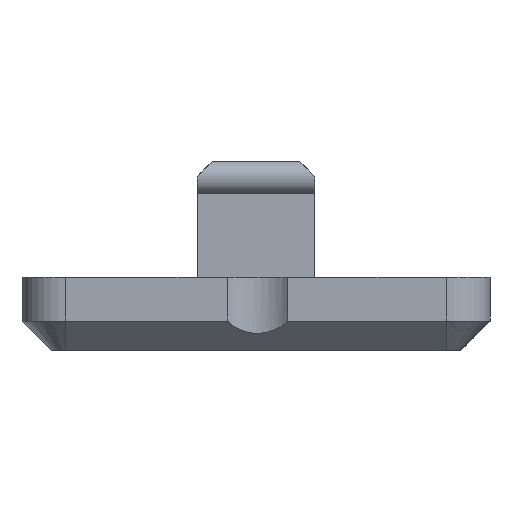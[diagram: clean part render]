
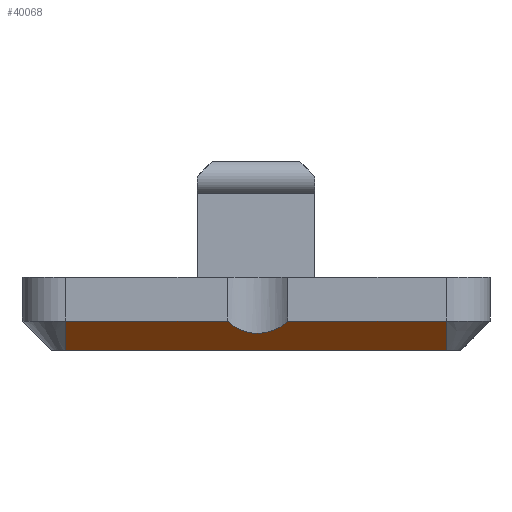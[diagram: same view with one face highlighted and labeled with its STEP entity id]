
A CAD part, front view. The second image highlights one B-rep face of the part: STEP entity #40068.
In plain terms, the highlighted planar face has unit normal (0, -0.707, -0.707).
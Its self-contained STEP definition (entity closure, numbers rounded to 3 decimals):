
#30382 = PLANE('',#30383);
#30383 = AXIS2_PLACEMENT_3D('',#30384,#30385,#30386);
#30384 = CARTESIAN_POINT('',(172.,77.5,0.));
#30385 = DIRECTION('',(-0.,-0.,-1.));
#30386 = DIRECTION('',(-1.,0.,0.));
#30652 = CONICAL_SURFACE('',#30653,3.,0.785);
#30653 = AXIS2_PLACEMENT_3D('',#30654,#30655,#30656);
#30654 = CARTESIAN_POINT('',(185.,13.5,2.));
#30655 = DIRECTION('',(0.,0.,1.));
#30656 = DIRECTION('',(1.,0.,0.));
#34806 = CONICAL_SURFACE('',#34807,3.,0.785);
#34807 = AXIS2_PLACEMENT_3D('',#34808,#34809,#34810);
#34808 = CARTESIAN_POINT('',(159.,13.5,2.));
#34809 = DIRECTION('',(0.,0.,1.));
#34810 = DIRECTION('',(0.,-1.,0.));
#38639 = VERTEX_POINT('',#38640);
#38640 = CARTESIAN_POINT('',(185.,12.5,0.));
#38662 = EDGE_CURVE('',#38639,#38663,#38665,.T.);
#38663 = VERTEX_POINT('',#38664);
#38664 = CARTESIAN_POINT('',(159.,12.5,0.));
#38665 = SURFACE_CURVE('',#38666,(#38670,#38677),.PCURVE_S1.);
#38666 = LINE('',#38667,#38668);
#38667 = CARTESIAN_POINT('',(185.,12.5,0.));
#38668 = VECTOR('',#38669,1.);
#38669 = DIRECTION('',(-1.,0.,0.));
#38670 = PCURVE('',#30382,#38671);
#38671 = DEFINITIONAL_REPRESENTATION('',(#38672),#38676);
#38672 = LINE('',#38673,#38674);
#38673 = CARTESIAN_POINT('',(-13.,-65.));
#38674 = VECTOR('',#38675,1.);
#38675 = DIRECTION('',(1.,0.));
#38676 = ( GEOMETRIC_REPRESENTATION_CONTEXT(2) 
PARAMETRIC_REPRESENTATION_CONTEXT() REPRESENTATION_CONTEXT('2D SPACE',''
  ) );
#38677 = PCURVE('',#38678,#38683);
#38678 = PLANE('',#38679);
#38679 = AXIS2_PLACEMENT_3D('',#38680,#38681,#38682);
#38680 = CARTESIAN_POINT('',(185.,11.5,1.));
#38681 = DIRECTION('',(0.,-0.707,-0.707));
#38682 = DIRECTION('',(-1.,0.,0.));
#38683 = DEFINITIONAL_REPRESENTATION('',(#38684),#38688);
#38684 = LINE('',#38685,#38686);
#38685 = CARTESIAN_POINT('',(0.,1.414));
#38686 = VECTOR('',#38687,1.);
#38687 = DIRECTION('',(1.,0.));
#38688 = ( GEOMETRIC_REPRESENTATION_CONTEXT(2) 
PARAMETRIC_REPRESENTATION_CONTEXT() REPRESENTATION_CONTEXT('2D SPACE',''
  ) );
#38750 = VERTEX_POINT('',#38751);
#38751 = CARTESIAN_POINT('',(185.,10.5,2.));
#38778 = EDGE_CURVE('',#38750,#38639,#38779,.T.);
#38779 = SURFACE_CURVE('',#38780,(#38784,#38791),.PCURVE_S1.);
#38780 = LINE('',#38781,#38782);
#38781 = CARTESIAN_POINT('',(185.,10.5,2.));
#38782 = VECTOR('',#38783,1.);
#38783 = DIRECTION('',(0.,0.707,
    -0.707));
#38784 = PCURVE('',#30652,#38785);
#38785 = DEFINITIONAL_REPRESENTATION('',(#38786),#38790);
#38786 = LINE('',#38787,#38788);
#38787 = CARTESIAN_POINT('',(-1.571,-0.));
#38788 = VECTOR('',#38789,1.);
#38789 = DIRECTION('',(-0.,-1.));
#38790 = ( GEOMETRIC_REPRESENTATION_CONTEXT(2) 
PARAMETRIC_REPRESENTATION_CONTEXT() REPRESENTATION_CONTEXT('2D SPACE',''
  ) );
#38791 = PCURVE('',#38678,#38792);
#38792 = DEFINITIONAL_REPRESENTATION('',(#38793),#38797);
#38793 = LINE('',#38794,#38795);
#38794 = CARTESIAN_POINT('',(0.,-1.414));
#38795 = VECTOR('',#38796,1.);
#38796 = DIRECTION('',(0.,1.));
#38797 = ( GEOMETRIC_REPRESENTATION_CONTEXT(2) 
PARAMETRIC_REPRESENTATION_CONTEXT() REPRESENTATION_CONTEXT('2D SPACE',''
  ) );
#39093 = EDGE_CURVE('',#39094,#38663,#39096,.T.);
#39094 = VERTEX_POINT('',#39095);
#39095 = CARTESIAN_POINT('',(159.,10.5,2.));
#39096 = SURFACE_CURVE('',#39097,(#39101,#39108),.PCURVE_S1.);
#39097 = LINE('',#39098,#39099);
#39098 = CARTESIAN_POINT('',(159.,11.5,1.));
#39099 = VECTOR('',#39100,1.);
#39100 = DIRECTION('',(0.,0.707,-0.707));
#39101 = PCURVE('',#34806,#39102);
#39102 = DEFINITIONAL_REPRESENTATION('',(#39103),#39107);
#39103 = LINE('',#39104,#39105);
#39104 = CARTESIAN_POINT('',(-0.,-1.));
#39105 = VECTOR('',#39106,1.);
#39106 = DIRECTION('',(-0.,-1.));
#39107 = ( GEOMETRIC_REPRESENTATION_CONTEXT(2) 
PARAMETRIC_REPRESENTATION_CONTEXT() REPRESENTATION_CONTEXT('2D SPACE',''
  ) );
#39108 = PCURVE('',#38678,#39109);
#39109 = DEFINITIONAL_REPRESENTATION('',(#39110),#39114);
#39110 = LINE('',#39111,#39112);
#39111 = CARTESIAN_POINT('',(26.,0.));
#39112 = VECTOR('',#39113,1.);
#39113 = DIRECTION('',(0.,1.));
#39114 = ( GEOMETRIC_REPRESENTATION_CONTEXT(2) 
PARAMETRIC_REPRESENTATION_CONTEXT() REPRESENTATION_CONTEXT('2D SPACE',''
  ) );
#39870 = PLANE('',#39871);
#39871 = AXIS2_PLACEMENT_3D('',#39872,#39873,#39874);
#39872 = CARTESIAN_POINT('',(185.,10.5,0.));
#39873 = DIRECTION('',(0.,-1.,0.));
#39874 = DIRECTION('',(-1.,0.,0.));
#39903 = CYLINDRICAL_SURFACE('',#39904,3.);
#39904 = AXIS2_PLACEMENT_3D('',#39905,#39906,#39907);
#39905 = CARTESIAN_POINT('',(172.099,8.336,0.));
#39906 = DIRECTION('',(-0.,-0.,-1.));
#39907 = DIRECTION('',(1.,0.,0.));
#39931 = PLANE('',#39932);
#39932 = AXIS2_PLACEMENT_3D('',#39933,#39934,#39935);
#39933 = CARTESIAN_POINT('',(185.,10.5,0.));
#39934 = DIRECTION('',(0.,-1.,0.));
#39935 = DIRECTION('',(-1.,0.,0.));
#40068 = ADVANCED_FACE('',(#40069),#38678,.T.);
#40069 = FACE_BOUND('',#40070,.T.);
#40070 = EDGE_LOOP('',(#40071,#40072,#40095,#40125,#40146,#40147));
#40071 = ORIENTED_EDGE('',*,*,#38778,.F.);
#40072 = ORIENTED_EDGE('',*,*,#40073,.T.);
#40073 = EDGE_CURVE('',#38750,#40074,#40076,.T.);
#40074 = VERTEX_POINT('',#40075);
#40075 = CARTESIAN_POINT('',(174.177,10.5,2.));
#40076 = SURFACE_CURVE('',#40077,(#40081,#40088),.PCURVE_S1.);
#40077 = LINE('',#40078,#40079);
#40078 = CARTESIAN_POINT('',(185.,10.5,2.));
#40079 = VECTOR('',#40080,1.);
#40080 = DIRECTION('',(-1.,0.,0.));
#40081 = PCURVE('',#38678,#40082);
#40082 = DEFINITIONAL_REPRESENTATION('',(#40083),#40087);
#40083 = LINE('',#40084,#40085);
#40084 = CARTESIAN_POINT('',(0.,-1.414));
#40085 = VECTOR('',#40086,1.);
#40086 = DIRECTION('',(1.,0.));
#40087 = ( GEOMETRIC_REPRESENTATION_CONTEXT(2) 
PARAMETRIC_REPRESENTATION_CONTEXT() REPRESENTATION_CONTEXT('2D SPACE',''
  ) );
#40088 = PCURVE('',#39870,#40089);
#40089 = DEFINITIONAL_REPRESENTATION('',(#40090),#40094);
#40090 = LINE('',#40091,#40092);
#40091 = CARTESIAN_POINT('',(0.,-2.));
#40092 = VECTOR('',#40093,1.);
#40093 = DIRECTION('',(1.,0.));
#40094 = ( GEOMETRIC_REPRESENTATION_CONTEXT(2) 
PARAMETRIC_REPRESENTATION_CONTEXT() REPRESENTATION_CONTEXT('2D SPACE',''
  ) );
#40095 = ORIENTED_EDGE('',*,*,#40096,.F.);
#40096 = EDGE_CURVE('',#40097,#40074,#40099,.T.);
#40097 = VERTEX_POINT('',#40098);
#40098 = CARTESIAN_POINT('',(170.021,10.5,2.));
#40099 = SURFACE_CURVE('',#40100,(#40105,#40112),.PCURVE_S1.);
#40100 = ELLIPSE('',#40101,4.243,3.);
#40101 = AXIS2_PLACEMENT_3D('',#40102,#40103,#40104);
#40102 = CARTESIAN_POINT('',(172.099,8.336,4.164));
#40103 = DIRECTION('',(0.,-0.707,-0.707));
#40104 = DIRECTION('',(0.,0.707,-0.707));
#40105 = PCURVE('',#38678,#40106);
#40106 = DEFINITIONAL_REPRESENTATION('',(#40107),#40111);
#40107 = ELLIPSE('',#40108,4.243,3.);
#40108 = AXIS2_PLACEMENT_2D('',#40109,#40110);
#40109 = CARTESIAN_POINT('',(12.901,-4.474));
#40110 = DIRECTION('',(0.,1.));
#40111 = ( GEOMETRIC_REPRESENTATION_CONTEXT(2) 
PARAMETRIC_REPRESENTATION_CONTEXT() REPRESENTATION_CONTEXT('2D SPACE',''
  ) );
#40112 = PCURVE('',#39903,#40113);
#40113 = DEFINITIONAL_REPRESENTATION('',(#40114),#40124);
#40114 = B_SPLINE_CURVE_WITH_KNOTS('',8,(#40115,#40116,#40117,#40118,
    #40119,#40120,#40121,#40122,#40123),.UNSPECIFIED.,.F.,.F.,(9,9),(
    5.426,7.14),.PIECEWISE_BEZIER_KNOTS.);
#40115 = CARTESIAN_POINT('',(-2.428,-2.2));
#40116 = CARTESIAN_POINT('',(-2.214,-1.714));
#40117 = CARTESIAN_POINT('',(-1.999,-1.331));
#40118 = CARTESIAN_POINT('',(-1.785,-1.085));
#40119 = CARTESIAN_POINT('',(-1.571,-1.));
#40120 = CARTESIAN_POINT('',(-1.357,-1.085));
#40121 = CARTESIAN_POINT('',(-1.142,-1.331));
#40122 = CARTESIAN_POINT('',(-0.928,-1.714));
#40123 = CARTESIAN_POINT('',(-0.714,-2.2));
#40124 = ( GEOMETRIC_REPRESENTATION_CONTEXT(2) 
PARAMETRIC_REPRESENTATION_CONTEXT() REPRESENTATION_CONTEXT('2D SPACE',''
  ) );
#40125 = ORIENTED_EDGE('',*,*,#40126,.T.);
#40126 = EDGE_CURVE('',#40097,#39094,#40127,.T.);
#40127 = SURFACE_CURVE('',#40128,(#40132,#40139),.PCURVE_S1.);
#40128 = LINE('',#40129,#40130);
#40129 = CARTESIAN_POINT('',(185.,10.5,2.));
#40130 = VECTOR('',#40131,1.);
#40131 = DIRECTION('',(-1.,0.,0.));
#40132 = PCURVE('',#38678,#40133);
#40133 = DEFINITIONAL_REPRESENTATION('',(#40134),#40138);
#40134 = LINE('',#40135,#40136);
#40135 = CARTESIAN_POINT('',(0.,-1.414));
#40136 = VECTOR('',#40137,1.);
#40137 = DIRECTION('',(1.,0.));
#40138 = ( GEOMETRIC_REPRESENTATION_CONTEXT(2) 
PARAMETRIC_REPRESENTATION_CONTEXT() REPRESENTATION_CONTEXT('2D SPACE',''
  ) );
#40139 = PCURVE('',#39931,#40140);
#40140 = DEFINITIONAL_REPRESENTATION('',(#40141),#40145);
#40141 = LINE('',#40142,#40143);
#40142 = CARTESIAN_POINT('',(0.,-2.));
#40143 = VECTOR('',#40144,1.);
#40144 = DIRECTION('',(1.,0.));
#40145 = ( GEOMETRIC_REPRESENTATION_CONTEXT(2) 
PARAMETRIC_REPRESENTATION_CONTEXT() REPRESENTATION_CONTEXT('2D SPACE',''
  ) );
#40146 = ORIENTED_EDGE('',*,*,#39093,.T.);
#40147 = ORIENTED_EDGE('',*,*,#38662,.F.);
